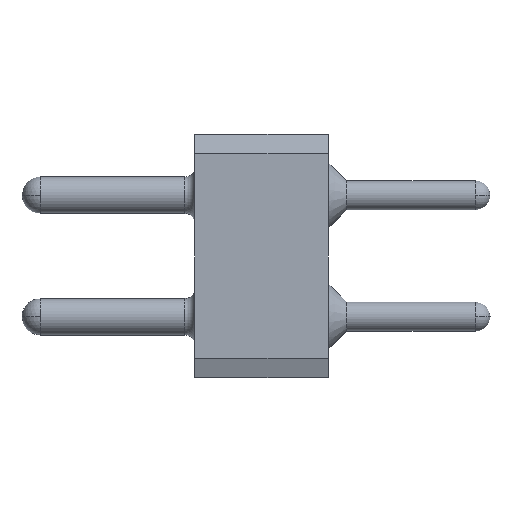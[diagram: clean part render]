
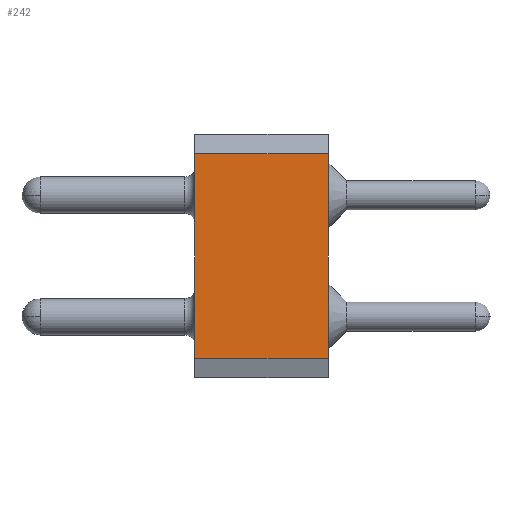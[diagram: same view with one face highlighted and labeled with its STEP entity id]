
A CAD part, left-side view. The second image highlights one B-rep face of the part: STEP entity #242.
In plain terms, the highlighted planar face has unit normal (-1, 0, 0).
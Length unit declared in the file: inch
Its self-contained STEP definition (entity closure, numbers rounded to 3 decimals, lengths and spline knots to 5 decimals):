
#109 = CARTESIAN_POINT ( 'NONE',  ( -0.01203, 0., -0.18425 ) ) ;
#124 = LINE ( 'NONE', #109, #1686 ) ;
#137 = DIRECTION ( 'NONE',  ( -1., 0., 0. ) ) ;
#227 = DIRECTION ( 'NONE',  ( 0., 1., 0. ) ) ;
#242 = ADVANCED_FACE ( 'NONE', ( #2675 ), #936, .T. ) ;
#366 = ORIENTED_EDGE ( 'NONE', *, *, #1444, .F. ) ;
#421 = ORIENTED_EDGE ( 'NONE', *, *, #3255, .T. ) ;
#428 = VECTOR ( 'NONE', #663, 39.37008 ) ;
#463 = LINE ( 'NONE', #2464, #1610 ) ;
#663 = DIRECTION ( 'NONE',  ( 0., 1., 0. ) ) ;
#876 = DIRECTION ( 'NONE',  ( 0., 0., 1. ) ) ;
#932 = CARTESIAN_POINT ( 'NONE',  ( -0.01203, 0., -0.18425 ) ) ;
#936 = PLANE ( 'NONE',  #2533 ) ;
#1021 = VERTEX_POINT ( 'NONE', #3283 ) ;
#1064 = CARTESIAN_POINT ( 'NONE',  ( -0.01203, -0.11, -0.18425 ) ) ;
#1285 = DIRECTION ( 'NONE',  ( 0., 0., 1. ) ) ;
#1369 = EDGE_CURVE ( 'NONE', #1021, #2869, #3164, .T. ) ;
#1444 = EDGE_CURVE ( 'NONE', #1814, #2869, #124, .T. ) ;
#1610 = VECTOR ( 'NONE', #227, 39.37008 ) ;
#1675 = CARTESIAN_POINT ( 'NONE',  ( -0.01203, -0.11, -0.01575 ) ) ;
#1686 = VECTOR ( 'NONE', #876, 39.37008 ) ;
#1785 = LINE ( 'NONE', #1064, #2035 ) ;
#1814 = VERTEX_POINT ( 'NONE', #932 ) ;
#1938 = CARTESIAN_POINT ( 'NONE',  ( -0.01203, -0.11, -0.18425 ) ) ;
#1994 = CARTESIAN_POINT ( 'NONE',  ( -0.01203, -0.11, -0.18425 ) ) ;
#2035 = VECTOR ( 'NONE', #1285, 39.37008 ) ;
#2037 = ORIENTED_EDGE ( 'NONE', *, *, #2728, .F. ) ;
#2048 = VERTEX_POINT ( 'NONE', #1994 ) ;
#2425 = DIRECTION ( 'NONE',  ( 0., 0., 1. ) ) ;
#2464 = CARTESIAN_POINT ( 'NONE',  ( -0.01203, -0.11, -0.18425 ) ) ;
#2533 = AXIS2_PLACEMENT_3D ( 'NONE', #1938, #137, #2425 ) ;
#2567 = EDGE_LOOP ( 'NONE', ( #366, #2037, #421, #2752 ) ) ;
#2675 = FACE_OUTER_BOUND ( 'NONE', #2567, .T. ) ;
#2728 = EDGE_CURVE ( 'NONE', #2048, #1814, #463, .T. ) ;
#2752 = ORIENTED_EDGE ( 'NONE', *, *, #1369, .T. ) ;
#2869 = VERTEX_POINT ( 'NONE', #3116 ) ;
#3116 = CARTESIAN_POINT ( 'NONE',  ( -0.01203, 0., -0.01575 ) ) ;
#3164 = LINE ( 'NONE', #1675, #428 ) ;
#3255 = EDGE_CURVE ( 'NONE', #2048, #1021, #1785, .T. ) ;
#3283 = CARTESIAN_POINT ( 'NONE',  ( -0.01203, -0.11, -0.01575 ) ) ;
